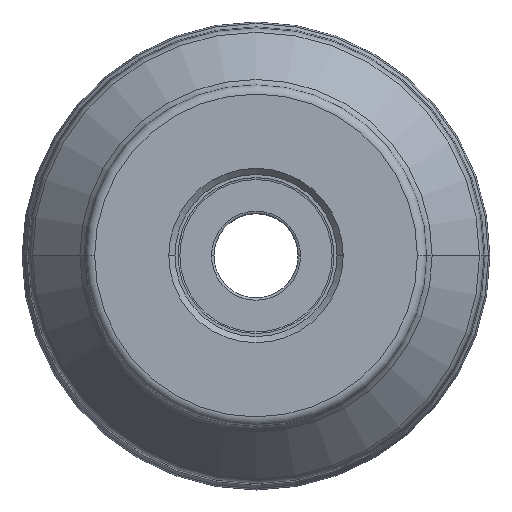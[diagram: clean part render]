
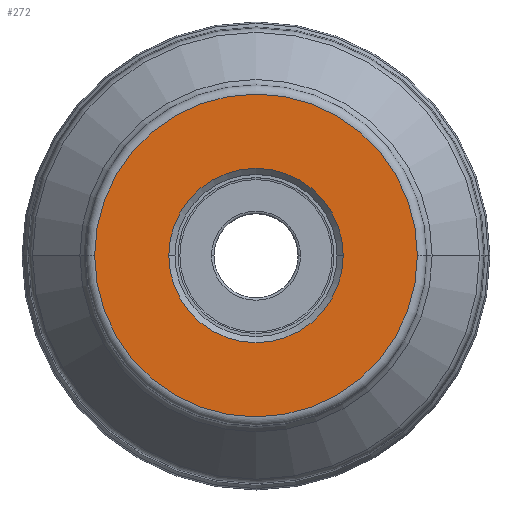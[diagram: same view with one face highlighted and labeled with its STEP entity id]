
A CAD part, top view. The second image highlights one B-rep face of the part: STEP entity #272.
In plain terms, the highlighted planar face has unit normal (0, 0, 1).
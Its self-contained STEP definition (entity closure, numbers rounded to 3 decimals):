
#30=PLANE('',#2431);
#38=FACE_BOUND('',#524,.T.);
#39=FACE_BOUND('',#525,.T.);
#272=ADVANCED_FACE('',(#38,#39),#30,.F.);
#524=EDGE_LOOP('',(#963,#964,#965,#966));
#525=EDGE_LOOP('',(#967,#968,#969,#970));
#963=ORIENTED_EDGE('',*,*,#1518,.F.);
#964=ORIENTED_EDGE('',*,*,#1522,.F.);
#965=ORIENTED_EDGE('',*,*,#1521,.T.);
#966=ORIENTED_EDGE('',*,*,#1519,.T.);
#967=ORIENTED_EDGE('',*,*,#1523,.T.);
#968=ORIENTED_EDGE('',*,*,#1524,.T.);
#969=ORIENTED_EDGE('',*,*,#1525,.T.);
#970=ORIENTED_EDGE('',*,*,#1526,.T.);
#1255=VERTEX_POINT('',#4929);
#1256=VERTEX_POINT('',#4931);
#1257=VERTEX_POINT('',#4933);
#1258=VERTEX_POINT('',#4937);
#1259=VERTEX_POINT('',#4941);
#1260=VERTEX_POINT('',#4942);
#1261=VERTEX_POINT('',#4944);
#1262=VERTEX_POINT('',#4946);
#1518=EDGE_CURVE('',#1255,#1256,#1849,.T.);
#1519=EDGE_CURVE('',#1257,#1256,#1850,.T.);
#1521=EDGE_CURVE('',#1258,#1257,#1852,.T.);
#1522=EDGE_CURVE('',#1258,#1255,#1853,.T.);
#1523=EDGE_CURVE('',#1259,#1260,#1854,.T.);
#1524=EDGE_CURVE('',#1260,#1261,#1855,.T.);
#1525=EDGE_CURVE('',#1261,#1262,#1856,.T.);
#1526=EDGE_CURVE('',#1262,#1259,#1857,.T.);
#1849=CIRCLE('',#2420,26.282);
#1850=CIRCLE('',#2421,26.282);
#1852=CIRCLE('',#2424,26.282);
#1853=CIRCLE('',#2425,26.282);
#1854=CIRCLE('',#2427,14.2);
#1855=CIRCLE('',#2428,14.2);
#1856=CIRCLE('',#2429,14.2);
#1857=CIRCLE('',#2430,14.2);
#2420=AXIS2_PLACEMENT_3D('',#4930,#3026,#3027);
#2421=AXIS2_PLACEMENT_3D('',#4932,#3028,#3029);
#2424=AXIS2_PLACEMENT_3D('',#4936,#3034,#3035);
#2425=AXIS2_PLACEMENT_3D('',#4938,#3036,#3037);
#2427=AXIS2_PLACEMENT_3D('',#4940,#3040,#3041);
#2428=AXIS2_PLACEMENT_3D('',#4943,#3042,#3043);
#2429=AXIS2_PLACEMENT_3D('',#4945,#3044,#3045);
#2430=AXIS2_PLACEMENT_3D('',#4947,#3046,#3047);
#2431=AXIS2_PLACEMENT_3D('',#4948,#3048,#3049);
#3026=DIRECTION('',(0.,0.,-1.));
#3027=DIRECTION('',(-1.,0.,0.));
#3028=DIRECTION('',(0.,0.,1.));
#3029=DIRECTION('',(1.,0.,0.));
#3034=DIRECTION('',(0.,0.,1.));
#3035=DIRECTION('',(1.,0.,0.));
#3036=DIRECTION('',(0.,0.,-1.));
#3037=DIRECTION('',(-1.,0.,0.));
#3040=DIRECTION('',(0.,0.,-1.));
#3041=DIRECTION('',(0.,-1.,0.));
#3042=DIRECTION('',(0.,0.,-1.));
#3043=DIRECTION('',(-1.,0.,0.));
#3044=DIRECTION('',(0.,0.,-1.));
#3045=DIRECTION('',(0.,1.,0.));
#3046=DIRECTION('',(0.,0.,-1.));
#3047=DIRECTION('',(1.,0.,0.));
#3048=DIRECTION('',(0.,0.,-1.));
#3049=DIRECTION('',(1.,0.,0.));
#4929=CARTESIAN_POINT('',(-26.282,0.,0.));
#4930=CARTESIAN_POINT('',(0.,0.,0.));
#4931=CARTESIAN_POINT('',(-26.281,0.021,0.));
#4932=CARTESIAN_POINT('',(0.,0.,0.));
#4933=CARTESIAN_POINT('',(26.282,0.,0.));
#4936=CARTESIAN_POINT('',(0.,0.,0.));
#4937=CARTESIAN_POINT('',(26.281,-0.021,0.));
#4938=CARTESIAN_POINT('',(0.,0.,0.));
#4940=CARTESIAN_POINT('',(0.,0.,0.));
#4941=CARTESIAN_POINT('',(0.,-14.2,0.));
#4942=CARTESIAN_POINT('',(-14.2,0.,0.));
#4943=CARTESIAN_POINT('',(0.,0.,0.));
#4944=CARTESIAN_POINT('',(0.,14.2,0.));
#4945=CARTESIAN_POINT('',(0.,0.,0.));
#4946=CARTESIAN_POINT('',(14.2,0.,0.));
#4947=CARTESIAN_POINT('',(0.,0.,0.));
#4948=CARTESIAN_POINT('',(0.,0.,0.));
